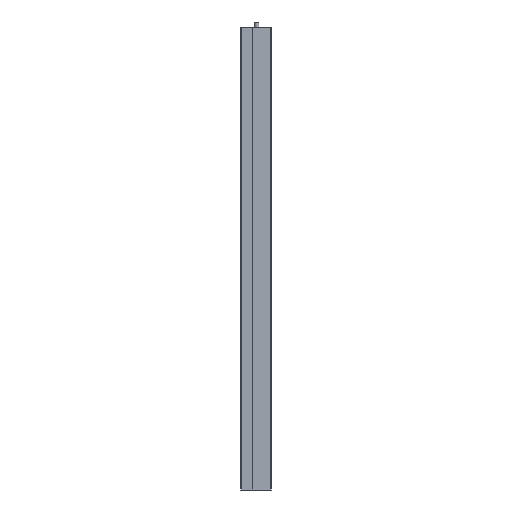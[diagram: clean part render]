
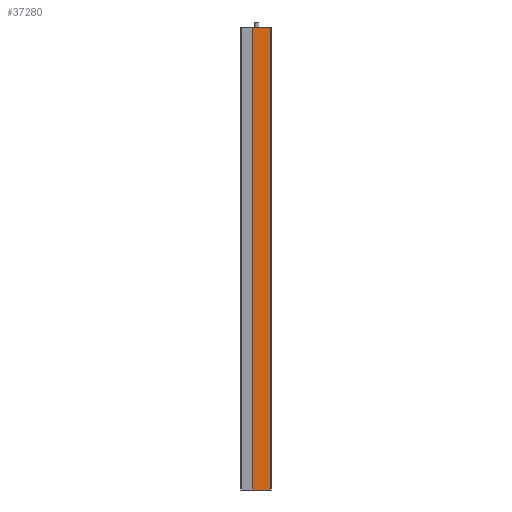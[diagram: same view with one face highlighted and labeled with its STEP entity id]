
A CAD part, left-side view. The second image highlights one B-rep face of the part: STEP entity #37280.
In plain terms, the highlighted planar face has unit normal (-1, 0, 0).
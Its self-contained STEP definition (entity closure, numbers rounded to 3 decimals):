
#1410 = CARTESIAN_POINT ( 'NONE',  ( -10.13, 0., 354.5 ) ) ;
#2002 = CARTESIAN_POINT ( 'NONE',  ( -10.13, 0.3, 354.5 ) ) ;
#3248 = EDGE_LOOP ( 'NONE', ( #18019, #32886, #10773, #9351 ) ) ;
#4386 = DIRECTION ( 'NONE',  ( 0., 0., 1. ) ) ;
#5714 = DIRECTION ( 'NONE',  ( 0., 0., -1. ) ) ;
#6347 = VERTEX_POINT ( 'NONE', #18329 ) ;
#7259 = EDGE_CURVE ( 'NONE', #7951, #33889, #30420, .T. ) ;
#7531 = CARTESIAN_POINT ( 'NONE',  ( -10.13, 0., 354.5 ) ) ;
#7631 = LINE ( 'NONE', #25213, #28218 ) ;
#7951 = VERTEX_POINT ( 'NONE', #23202 ) ;
#9351 = ORIENTED_EDGE ( 'NONE', *, *, #32174, .T. ) ;
#10123 = EDGE_CURVE ( 'NONE', #12462, #33889, #7631, .T. ) ;
#10773 = ORIENTED_EDGE ( 'NONE', *, *, #7259, .F. ) ;
#11314 = CARTESIAN_POINT ( 'NONE',  ( -10.13, 0.3, -354.5 ) ) ;
#11612 = LINE ( 'NONE', #29382, #26931 ) ;
#11672 = DIRECTION ( 'NONE',  ( 0., -1., 0. ) ) ;
#11746 = EDGE_CURVE ( 'NONE', #6347, #12462, #20096, .T. ) ;
#12454 = AXIS2_PLACEMENT_3D ( 'NONE', #7531, #36545, #34072 ) ;
#12462 = VERTEX_POINT ( 'NONE', #11314 ) ;
#13024 = DIRECTION ( 'NONE',  ( 0., -1., 0. ) ) ;
#13626 = FACE_OUTER_BOUND ( 'NONE', #3248, .T. ) ;
#18019 = ORIENTED_EDGE ( 'NONE', *, *, #11746, .T. ) ;
#18329 = CARTESIAN_POINT ( 'NONE',  ( -10.13, 27.938, -354.5 ) ) ;
#20096 = LINE ( 'NONE', #29444, #32437 ) ;
#23202 = CARTESIAN_POINT ( 'NONE',  ( -10.13, 27.938, 354.5 ) ) ;
#25213 = CARTESIAN_POINT ( 'NONE',  ( -10.13, 0.3, 354.5 ) ) ;
#26931 = VECTOR ( 'NONE', #5714, 1000. ) ;
#28218 = VECTOR ( 'NONE', #4386, 1000. ) ;
#29382 = CARTESIAN_POINT ( 'NONE',  ( -10.13, 27.938, 354.5 ) ) ;
#29444 = CARTESIAN_POINT ( 'NONE',  ( -10.13, 0., -354.5 ) ) ;
#30420 = LINE ( 'NONE', #1410, #32416 ) ;
#32174 = EDGE_CURVE ( 'NONE', #7951, #6347, #11612, .T. ) ;
#32416 = VECTOR ( 'NONE', #13024, 1000. ) ;
#32437 = VECTOR ( 'NONE', #11672, 1000. ) ;
#32886 = ORIENTED_EDGE ( 'NONE', *, *, #10123, .T. ) ;
#33305 = PLANE ( 'NONE',  #12454 ) ;
#33889 = VERTEX_POINT ( 'NONE', #2002 ) ;
#34072 = DIRECTION ( 'NONE',  ( 0., 1., 0. ) ) ;
#36545 = DIRECTION ( 'NONE',  ( 1., 0., 0. ) ) ;
#37280 = ADVANCED_FACE ( 'NONE', ( #13626 ), #33305, .F. ) ;
